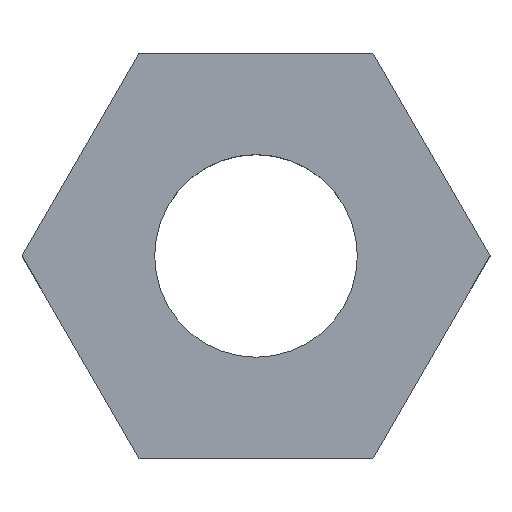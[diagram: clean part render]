
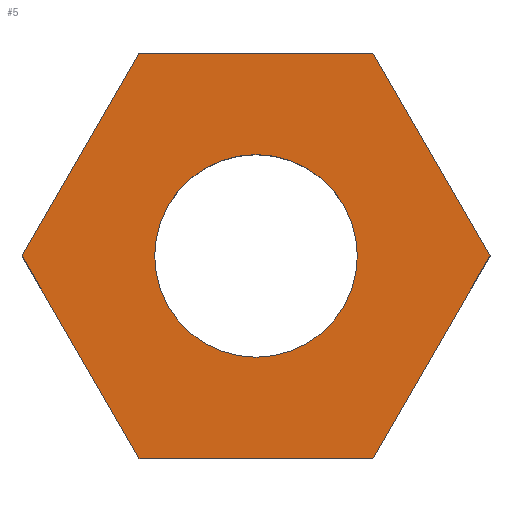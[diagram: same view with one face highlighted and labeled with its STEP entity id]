
A CAD part, top view. The second image highlights one B-rep face of the part: STEP entity #5.
In plain terms, the highlighted planar face has unit normal (0, 0, 1).
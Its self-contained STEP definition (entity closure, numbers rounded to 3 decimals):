
#4 = EDGE_CURVE ( 'NONE', #161, #145, #116, .T. ) ;
#5 = ADVANCED_FACE ( 'NONE', ( #115, #112 ), #231, .T. ) ;
#9 = EDGE_CURVE ( 'NONE', #139, #138, #109, .T. ) ;
#22 = EDGE_CURVE ( 'NONE', #156, #157, #96, .T. ) ;
#26 = ORIENTED_EDGE ( 'NONE', *, *, #4, .T. ) ;
#58 = CIRCLE ( 'NONE', #74, 3.25 ) ;
#59 = VECTOR ( 'NONE', #275, 1000. ) ;
#65 = VECTOR ( 'NONE', #284, 1000. ) ;
#67 = VECTOR ( 'NONE', #290, 1000. ) ;
#68 = AXIS2_PLACEMENT_3D ( 'NONE', #333, #300, #355 ) ;
#70 = LINE ( 'NONE', #279, #65 ) ;
#71 = VECTOR ( 'NONE', #298, 1000. ) ;
#72 = LINE ( 'NONE', #280, #67 ) ;
#73 = LINE ( 'NONE', #296, #71 ) ;
#74 = AXIS2_PLACEMENT_3D ( 'NONE', #234, #225, #224 ) ;
#76 = LINE ( 'NONE', #283, #59 ) ;
#95 = EDGE_CURVE ( 'NONE', #146, #156, #73, .T. ) ;
#96 = LINE ( 'NONE', #323, #97 ) ;
#97 = VECTOR ( 'NONE', #317, 1000. ) ;
#99 = EDGE_CURVE ( 'NONE', #160, #161, #72, .T. ) ;
#109 = CIRCLE ( 'NONE', #68, 3.25 ) ;
#112 = FACE_BOUND ( 'NONE', #131, .T. ) ;
#113 = EDGE_CURVE ( 'NONE', #157, #160, #70, .T. ) ;
#114 = VECTOR ( 'NONE', #354, 1000. ) ;
#115 = FACE_OUTER_BOUND ( 'NONE', #237, .T. ) ;
#116 = LINE ( 'NONE', #209, #114 ) ;
#127 = EDGE_CURVE ( 'NONE', #145, #146, #76, .T. ) ;
#131 = EDGE_LOOP ( 'NONE', ( #271, #258 ) ) ;
#138 = VERTEX_POINT ( 'NONE', #273 ) ;
#139 = VERTEX_POINT ( 'NONE', #270 ) ;
#145 = VERTEX_POINT ( 'NONE', #267 ) ;
#146 = VERTEX_POINT ( 'NONE', #274 ) ;
#156 = VERTEX_POINT ( 'NONE', #261 ) ;
#157 = VERTEX_POINT ( 'NONE', #253 ) ;
#160 = VERTEX_POINT ( 'NONE', #263 ) ;
#161 = VERTEX_POINT ( 'NONE', #266 ) ;
#171 = ORIENTED_EDGE ( 'NONE', *, *, #22, .T. ) ;
#186 = AXIS2_PLACEMENT_3D ( 'NONE', #334, #330, #332 ) ;
#193 = ORIENTED_EDGE ( 'NONE', *, *, #95, .T. ) ;
#205 = ORIENTED_EDGE ( 'NONE', *, *, #99, .T. ) ;
#209 = CARTESIAN_POINT ( 'NONE',  ( 7.506, 0., 4. ) ) ;
#224 = DIRECTION ( 'NONE',  ( 1., 0., 0. ) ) ;
#225 = DIRECTION ( 'NONE',  ( 0., 0., 1. ) ) ;
#231 = PLANE ( 'NONE',  #186 ) ;
#232 = ORIENTED_EDGE ( 'NONE', *, *, #127, .T. ) ;
#234 = CARTESIAN_POINT ( 'NONE',  ( 0., 0., 4. ) ) ;
#237 = EDGE_LOOP ( 'NONE', ( #232, #193, #171, #243, #205, #26 ) ) ;
#243 = ORIENTED_EDGE ( 'NONE', *, *, #113, .T. ) ;
#253 = CARTESIAN_POINT ( 'NONE',  ( -3.753, -6.5, 4. ) ) ;
#258 = ORIENTED_EDGE ( 'NONE', *, *, #9, .F. ) ;
#261 = CARTESIAN_POINT ( 'NONE',  ( -7.506, 0., 4. ) ) ;
#263 = CARTESIAN_POINT ( 'NONE',  ( 3.753, -6.5, 4. ) ) ;
#266 = CARTESIAN_POINT ( 'NONE',  ( 7.506, 0., 4. ) ) ;
#267 = CARTESIAN_POINT ( 'NONE',  ( 3.753, 6.5, 4. ) ) ;
#270 = CARTESIAN_POINT ( 'NONE',  ( 3.25, 0., 4. ) ) ;
#271 = ORIENTED_EDGE ( 'NONE', *, *, #295, .F. ) ;
#273 = CARTESIAN_POINT ( 'NONE',  ( -3.25, 0., 4. ) ) ;
#274 = CARTESIAN_POINT ( 'NONE',  ( -3.753, 6.5, 4. ) ) ;
#275 = DIRECTION ( 'NONE',  ( -1., 0., 0. ) ) ;
#279 = CARTESIAN_POINT ( 'NONE',  ( -3.753, -6.5, 4. ) ) ;
#280 = CARTESIAN_POINT ( 'NONE',  ( 3.753, -6.5, 4. ) ) ;
#283 = CARTESIAN_POINT ( 'NONE',  ( 3.753, 6.5, 4. ) ) ;
#284 = DIRECTION ( 'NONE',  ( 1., 0., 0. ) ) ;
#290 = DIRECTION ( 'NONE',  ( 0.5, 0.866, 0. ) ) ;
#295 = EDGE_CURVE ( 'NONE', #138, #139, #58, .T. ) ;
#296 = CARTESIAN_POINT ( 'NONE',  ( -3.753, 6.5, 4. ) ) ;
#298 = DIRECTION ( 'NONE',  ( -0.5, -0.866, 0. ) ) ;
#300 = DIRECTION ( 'NONE',  ( 0., 0., 1. ) ) ;
#317 = DIRECTION ( 'NONE',  ( 0.5, -0.866, 0. ) ) ;
#323 = CARTESIAN_POINT ( 'NONE',  ( -7.506, 0., 4. ) ) ;
#330 = DIRECTION ( 'NONE',  ( 0., 0., 1. ) ) ;
#332 = DIRECTION ( 'NONE',  ( 1., 0., 0. ) ) ;
#333 = CARTESIAN_POINT ( 'NONE',  ( 0., 0., 4. ) ) ;
#334 = CARTESIAN_POINT ( 'NONE',  ( -3.753, 6.5, 4. ) ) ;
#354 = DIRECTION ( 'NONE',  ( -0.5, 0.866, 0. ) ) ;
#355 = DIRECTION ( 'NONE',  ( 1., 0., 0. ) ) ;
